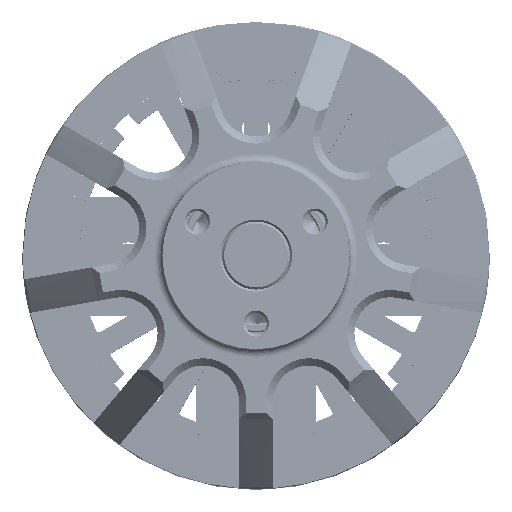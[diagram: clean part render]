
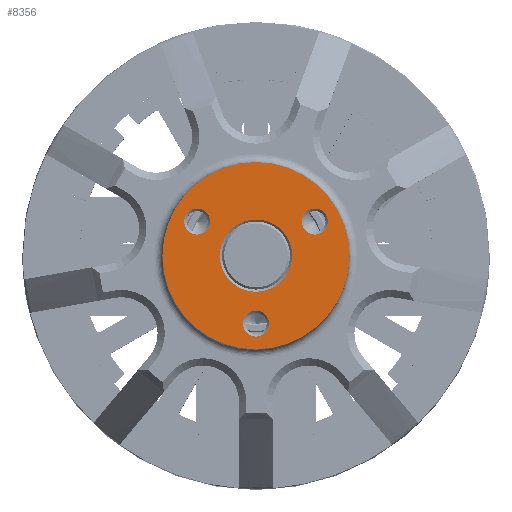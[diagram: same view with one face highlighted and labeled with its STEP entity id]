
A CAD part, top view. The second image highlights one B-rep face of the part: STEP entity #8356.
In plain terms, the highlighted planar face has unit normal (0, 0, 1).
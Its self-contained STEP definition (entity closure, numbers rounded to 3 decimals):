
#698 = EDGE_LOOP ( 'NONE', ( #9147, #7950 ) ) ;
#1353 = FACE_OUTER_BOUND ( 'NONE', #2531, .T. ) ;
#2437 = VERTEX_POINT ( 'NONE', #20132 ) ;
#2531 = EDGE_LOOP ( 'NONE', ( #26791, #27282 ) ) ;
#2545 = DIRECTION ( 'NONE',  ( 1., 0., 0. ) ) ;
#2937 = DIRECTION ( 'NONE',  ( 0., 0., 1. ) ) ;
#3047 = ORIENTED_EDGE ( 'NONE', *, *, #6660, .F. ) ;
#3186 = PLANE ( 'NONE',  #8563 ) ;
#3281 = VERTEX_POINT ( 'NONE', #17771 ) ;
#3566 = CARTESIAN_POINT ( 'NONE',  ( -5.403, 4., 22.5 ) ) ;
#4397 = CIRCLE ( 'NONE', #33077, 1.525 ) ;
#4432 = CIRCLE ( 'NONE', #28346, 1.525 ) ;
#4536 = CARTESIAN_POINT ( 'NONE',  ( -4.25, 0., 22.5 ) ) ;
#4722 = CIRCLE ( 'NONE', #13999, 4.25 ) ;
#4738 = AXIS2_PLACEMENT_3D ( 'NONE', #21340, #34117, #13382 ) ;
#5495 = FACE_BOUND ( 'NONE', #25126, .T. ) ;
#5507 = CARTESIAN_POINT ( 'NONE',  ( 0., 0., 22.5 ) ) ;
#6061 = EDGE_LOOP ( 'NONE', ( #18563, #3047 ) ) ;
#6660 = EDGE_CURVE ( 'NONE', #19701, #25769, #4397, .T. ) ;
#7568 = CIRCLE ( 'NONE', #26893, 1.525 ) ;
#7786 = CARTESIAN_POINT ( 'NONE',  ( 0., 0., 22.5 ) ) ;
#7895 = DIRECTION ( 'NONE',  ( 0., 0., -1. ) ) ;
#7950 = ORIENTED_EDGE ( 'NONE', *, *, #17804, .F. ) ;
#7973 = EDGE_CURVE ( 'NONE', #3281, #23436, #7568, .T. ) ;
#8356 = ADVANCED_FACE ( 'NONE', ( #5495, #24135, #16271, #19158, #1353 ), #3186, .T. ) ;
#8563 = AXIS2_PLACEMENT_3D ( 'NONE', #29221, #2937, #21307 ) ;
#8811 = CARTESIAN_POINT ( 'NONE',  ( -8.453, 4., 22.5 ) ) ;
#8937 = CARTESIAN_POINT ( 'NONE',  ( -11., 0., 22.5 ) ) ;
#9147 = ORIENTED_EDGE ( 'NONE', *, *, #7973, .F. ) ;
#9423 = DIRECTION ( 'NONE',  ( 0., 0., 1. ) ) ;
#10169 = CIRCLE ( 'NONE', #22741, 1.525 ) ;
#10193 = DIRECTION ( 'NONE',  ( 0., 0., 1. ) ) ;
#10202 = EDGE_CURVE ( 'NONE', #27855, #14029, #15379, .T. ) ;
#10545 = ORIENTED_EDGE ( 'NONE', *, *, #12116, .T. ) ;
#11001 = DIRECTION ( 'NONE',  ( 0., 0., 1. ) ) ;
#11136 = CARTESIAN_POINT ( 'NONE',  ( 0., 0., 22.5 ) ) ;
#12116 = EDGE_CURVE ( 'NONE', #12574, #22976, #19814, .T. ) ;
#12500 = DIRECTION ( 'NONE',  ( 1., 0., 0. ) ) ;
#12574 = VERTEX_POINT ( 'NONE', #4536 ) ;
#13382 = DIRECTION ( 'NONE',  ( 1., 0., 0. ) ) ;
#13999 = AXIS2_PLACEMENT_3D ( 'NONE', #7786, #7895, #26315 ) ;
#14029 = VERTEX_POINT ( 'NONE', #21076 ) ;
#15379 = CIRCLE ( 'NONE', #21669, 11. ) ;
#15717 = CIRCLE ( 'NONE', #4738, 1.525 ) ;
#15728 = CARTESIAN_POINT ( 'NONE',  ( 0., 0., 22.5 ) ) ;
#16165 = DIRECTION ( 'NONE',  ( 0., 0., 1. ) ) ;
#16271 = FACE_BOUND ( 'NONE', #6061, .T. ) ;
#17292 = DIRECTION ( 'NONE',  ( 1., 0., 0. ) ) ;
#17525 = DIRECTION ( 'NONE',  ( 1., 0., 0. ) ) ;
#17746 = DIRECTION ( 'NONE',  ( 0., 0., 1. ) ) ;
#17771 = CARTESIAN_POINT ( 'NONE',  ( 8.453, 4., 22.5 ) ) ;
#17804 = EDGE_CURVE ( 'NONE', #23436, #3281, #4432, .T. ) ;
#18220 = AXIS2_PLACEMENT_3D ( 'NONE', #25536, #27740, #17525 ) ;
#18391 = DIRECTION ( 'NONE',  ( 0., 0., 1. ) ) ;
#18563 = ORIENTED_EDGE ( 'NONE', *, *, #27340, .F. ) ;
#18744 = CIRCLE ( 'NONE', #18220, 1.525 ) ;
#18872 = CARTESIAN_POINT ( 'NONE',  ( 6.928, 4., 22.5 ) ) ;
#19158 = FACE_BOUND ( 'NONE', #29348, .T. ) ;
#19378 = EDGE_CURVE ( 'NONE', #22976, #12574, #4722, .T. ) ;
#19701 = VERTEX_POINT ( 'NONE', #8811 ) ;
#19814 = CIRCLE ( 'NONE', #23492, 4.25 ) ;
#20132 = CARTESIAN_POINT ( 'NONE',  ( 1.525, -8., 22.5 ) ) ;
#21033 = AXIS2_PLACEMENT_3D ( 'NONE', #15728, #18391, #2545 ) ;
#21076 = CARTESIAN_POINT ( 'NONE',  ( 11., 0., 22.5 ) ) ;
#21294 = DIRECTION ( 'NONE',  ( 0., 0., -1. ) ) ;
#21307 = DIRECTION ( 'NONE',  ( 1., 0., 0. ) ) ;
#21340 = CARTESIAN_POINT ( 'NONE',  ( 0., -8., 22.5 ) ) ;
#21669 = AXIS2_PLACEMENT_3D ( 'NONE', #5507, #16165, #22349 ) ;
#22349 = DIRECTION ( 'NONE',  ( 1., 0., 0. ) ) ;
#22741 = AXIS2_PLACEMENT_3D ( 'NONE', #33700, #10193, #12500 ) ;
#22939 = CARTESIAN_POINT ( 'NONE',  ( -6.928, 4., 22.5 ) ) ;
#22976 = VERTEX_POINT ( 'NONE', #23661 ) ;
#23298 = CIRCLE ( 'NONE', #21033, 11. ) ;
#23436 = VERTEX_POINT ( 'NONE', #29105 ) ;
#23492 = AXIS2_PLACEMENT_3D ( 'NONE', #11136, #21294, #24329 ) ;
#23661 = CARTESIAN_POINT ( 'NONE',  ( 4.25, 0., 22.5 ) ) ;
#24135 = FACE_BOUND ( 'NONE', #698, .T. ) ;
#24329 = DIRECTION ( 'NONE',  ( 1., 0., 0. ) ) ;
#25126 = EDGE_LOOP ( 'NONE', ( #29972, #33470 ) ) ;
#25437 = EDGE_CURVE ( 'NONE', #2437, #31940, #10169, .T. ) ;
#25536 = CARTESIAN_POINT ( 'NONE',  ( -6.928, 4., 22.5 ) ) ;
#25769 = VERTEX_POINT ( 'NONE', #3566 ) ;
#26315 = DIRECTION ( 'NONE',  ( 1., 0., 0. ) ) ;
#26791 = ORIENTED_EDGE ( 'NONE', *, *, #10202, .T. ) ;
#26893 = AXIS2_PLACEMENT_3D ( 'NONE', #27511, #9423, #17292 ) ;
#26936 = EDGE_CURVE ( 'NONE', #14029, #27855, #23298, .T. ) ;
#27282 = ORIENTED_EDGE ( 'NONE', *, *, #26936, .T. ) ;
#27340 = EDGE_CURVE ( 'NONE', #25769, #19701, #18744, .T. ) ;
#27511 = CARTESIAN_POINT ( 'NONE',  ( 6.928, 4., 22.5 ) ) ;
#27740 = DIRECTION ( 'NONE',  ( 0., 0., 1. ) ) ;
#27855 = VERTEX_POINT ( 'NONE', #8937 ) ;
#28346 = AXIS2_PLACEMENT_3D ( 'NONE', #18872, #11001, #32536 ) ;
#28915 = EDGE_CURVE ( 'NONE', #31940, #2437, #15717, .T. ) ;
#29105 = CARTESIAN_POINT ( 'NONE',  ( 5.403, 4., 22.5 ) ) ;
#29221 = CARTESIAN_POINT ( 'NONE',  ( 0., 0., 22.5 ) ) ;
#29348 = EDGE_LOOP ( 'NONE', ( #31523, #10545 ) ) ;
#29972 = ORIENTED_EDGE ( 'NONE', *, *, #25437, .F. ) ;
#30950 = DIRECTION ( 'NONE',  ( 1., 0., 0. ) ) ;
#31523 = ORIENTED_EDGE ( 'NONE', *, *, #19378, .T. ) ;
#31940 = VERTEX_POINT ( 'NONE', #33480 ) ;
#32536 = DIRECTION ( 'NONE',  ( 1., 0., 0. ) ) ;
#33077 = AXIS2_PLACEMENT_3D ( 'NONE', #22939, #17746, #30950 ) ;
#33470 = ORIENTED_EDGE ( 'NONE', *, *, #28915, .F. ) ;
#33480 = CARTESIAN_POINT ( 'NONE',  ( -1.525, -8., 22.5 ) ) ;
#33700 = CARTESIAN_POINT ( 'NONE',  ( 0., -8., 22.5 ) ) ;
#34117 = DIRECTION ( 'NONE',  ( 0., 0., 1. ) ) ;
